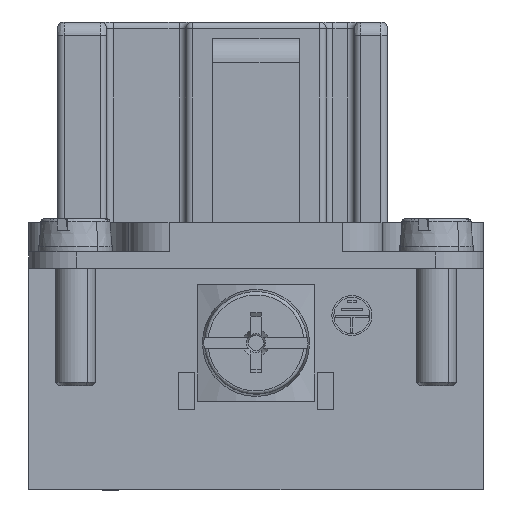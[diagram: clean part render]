
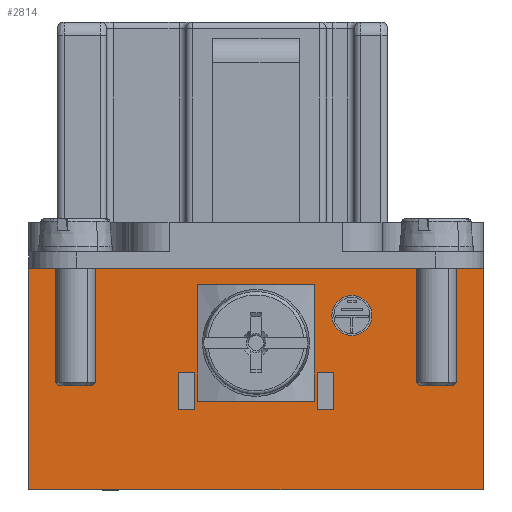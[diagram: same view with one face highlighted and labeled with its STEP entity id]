
A CAD part, front view. The second image highlights one B-rep face of the part: STEP entity #2814.
In plain terms, the highlighted planar face has unit normal (0, -1, 0).
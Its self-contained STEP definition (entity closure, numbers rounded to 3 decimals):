
#2814=ADVANCED_FACE('',(#8288,#8289,#8290,#8291,#8292),#3835,.F.);
#3835=PLANE('',#20209);
#4555=CIRCLE('',#20207,2.);
#4556=CIRCLE('',#20208,1.5);
#4870=LINE('',#25659,#6517);
#5063=LINE('',#26648,#6710);
#5064=LINE('',#26650,#6711);
#5065=LINE('',#26652,#6712);
#5066=LINE('',#26655,#6713);
#5067=LINE('',#26658,#6714);
#5068=LINE('',#26660,#6715);
#5069=LINE('',#26662,#6716);
#5070=LINE('',#26663,#6717);
#5071=LINE('',#26666,#6718);
#5072=LINE('',#26668,#6719);
#5073=LINE('',#26670,#6720);
#6517=VECTOR('',#21428,1.);
#6710=VECTOR('',#21647,1.);
#6711=VECTOR('',#21648,1.);
#6712=VECTOR('',#21649,1.);
#6713=VECTOR('',#21652,1.);
#6714=VECTOR('',#21653,1.);
#6715=VECTOR('',#21654,1.);
#6716=VECTOR('',#21655,1.);
#6717=VECTOR('',#21656,1.);
#6718=VECTOR('',#21657,1.);
#6719=VECTOR('',#21658,1.);
#6720=VECTOR('',#21659,1.);
#8288=FACE_BOUND('',#8442,.T.);
#8289=FACE_BOUND('',#8443,.T.);
#8290=FACE_BOUND('',#8444,.T.);
#8291=FACE_BOUND('',#8445,.T.);
#8292=FACE_BOUND('',#8446,.T.);
#8442=EDGE_LOOP('',(#9786,#9787,#9788,#9789));
#8443=EDGE_LOOP('',(#9790));
#8444=EDGE_LOOP('',(#9791,#9792,#9793,#9794));
#8445=EDGE_LOOP('',(#9795,#9796,#9797,#9798));
#8446=EDGE_LOOP('',(#9799));
#9786=ORIENTED_EDGE('',*,*,#16732,.F.);
#9787=ORIENTED_EDGE('',*,*,#16975,.F.);
#9788=ORIENTED_EDGE('',*,*,#16976,.T.);
#9789=ORIENTED_EDGE('',*,*,#16977,.F.);
#9790=ORIENTED_EDGE('',*,*,#16978,.T.);
#9791=ORIENTED_EDGE('',*,*,#16979,.T.);
#9792=ORIENTED_EDGE('',*,*,#16980,.T.);
#9793=ORIENTED_EDGE('',*,*,#16981,.T.);
#9794=ORIENTED_EDGE('',*,*,#16982,.T.);
#9795=ORIENTED_EDGE('',*,*,#16983,.T.);
#9796=ORIENTED_EDGE('',*,*,#16984,.F.);
#9797=ORIENTED_EDGE('',*,*,#16985,.T.);
#9798=ORIENTED_EDGE('',*,*,#16986,.F.);
#9799=ORIENTED_EDGE('',*,*,#16987,.F.);
#14948=VERTEX_POINT('',#25658);
#14949=VERTEX_POINT('',#25660);
#15190=VERTEX_POINT('',#26649);
#15191=VERTEX_POINT('',#26651);
#15192=VERTEX_POINT('',#26654);
#15193=VERTEX_POINT('',#26656);
#15194=VERTEX_POINT('',#26657);
#15195=VERTEX_POINT('',#26659);
#15196=VERTEX_POINT('',#26661);
#15197=VERTEX_POINT('',#26664);
#15198=VERTEX_POINT('',#26665);
#15199=VERTEX_POINT('',#26667);
#15200=VERTEX_POINT('',#26669);
#15201=VERTEX_POINT('',#26672);
#16732=EDGE_CURVE('',#14948,#14949,#4870,.T.);
#16975=EDGE_CURVE('',#15190,#14948,#5063,.T.);
#16976=EDGE_CURVE('',#15190,#15191,#5064,.T.);
#16977=EDGE_CURVE('',#14949,#15191,#5065,.T.);
#16978=EDGE_CURVE('',#15192,#15192,#4555,.T.);
#16979=EDGE_CURVE('',#15193,#15194,#5066,.T.);
#16980=EDGE_CURVE('',#15194,#15195,#5067,.T.);
#16981=EDGE_CURVE('',#15195,#15196,#5068,.T.);
#16982=EDGE_CURVE('',#15196,#15193,#5069,.T.);
#16983=EDGE_CURVE('',#15197,#15198,#5070,.T.);
#16984=EDGE_CURVE('',#15199,#15198,#5071,.T.);
#16985=EDGE_CURVE('',#15199,#15200,#5072,.T.);
#16986=EDGE_CURVE('',#15197,#15200,#5073,.T.);
#16987=EDGE_CURVE('',#15201,#15201,#4556,.T.);
#20207=AXIS2_PLACEMENT_3D('',#26653,#21650,#21651);
#20208=AXIS2_PLACEMENT_3D('',#26671,#21660,#21661);
#20209=AXIS2_PLACEMENT_3D('',#26673,#21662,#21663);
#21428=DIRECTION('',(0.,0.,-1.));
#21647=DIRECTION('',(1.,0.,0.));
#21648=DIRECTION('',(0.,0.,-1.));
#21649=DIRECTION('',(-1.,0.,0.));
#21650=DIRECTION('',(0.,1.,0.));
#21651=DIRECTION('',(-1.,0.,0.));
#21652=DIRECTION('',(-1.,0.,0.));
#21653=DIRECTION('',(0.,0.,1.));
#21654=DIRECTION('',(1.,0.,0.));
#21655=DIRECTION('',(0.,0.,-1.));
#21656=DIRECTION('',(0.,0.,-1.));
#21657=DIRECTION('',(1.,0.,0.));
#21658=DIRECTION('',(0.,0.,1.));
#21659=DIRECTION('',(-1.,0.,0.));
#21660=DIRECTION('',(0.,-1.,0.));
#21661=DIRECTION('',(-1.,0.,0.));
#21662=DIRECTION('',(0.,1.,0.));
#21663=DIRECTION('',(1.,0.,0.));
#25658=CARTESIAN_POINT('',(17.,-46.5,16.6));
#25659=CARTESIAN_POINT('',(17.,-46.5,17.8));
#25660=CARTESIAN_POINT('',(17.,-46.5,0.));
#26648=CARTESIAN_POINT('',(-16.,-46.5,16.6));
#26649=CARTESIAN_POINT('',(-17.,-46.5,16.6));
#26650=CARTESIAN_POINT('',(-17.,-46.5,-0.2));
#26651=CARTESIAN_POINT('',(-17.,-46.5,0.));
#26652=CARTESIAN_POINT('',(3.5,-46.5,0.));
#26653=CARTESIAN_POINT('',(0.,-46.5,11.));
#26654=CARTESIAN_POINT('',(-2.,-46.5,11.));
#26655=CARTESIAN_POINT('',(-16.,-46.5,6.));
#26656=CARTESIAN_POINT('',(5.8,-46.5,6.));
#26657=CARTESIAN_POINT('',(4.6,-46.5,6.));
#26658=CARTESIAN_POINT('',(4.6,-46.5,5.97));
#26659=CARTESIAN_POINT('',(4.6,-46.5,8.8));
#26660=CARTESIAN_POINT('',(-16.,-46.5,8.8));
#26661=CARTESIAN_POINT('',(5.8,-46.5,8.8));
#26662=CARTESIAN_POINT('',(5.8,-46.5,5.97));
#26663=CARTESIAN_POINT('',(-4.6,-46.5,5.97));
#26664=CARTESIAN_POINT('',(-4.6,-46.5,8.8));
#26665=CARTESIAN_POINT('',(-4.6,-46.5,6.));
#26666=CARTESIAN_POINT('',(-16.,-46.5,6.));
#26667=CARTESIAN_POINT('',(-5.8,-46.5,6.));
#26668=CARTESIAN_POINT('',(-5.8,-46.5,5.97));
#26669=CARTESIAN_POINT('',(-5.8,-46.5,8.8));
#26670=CARTESIAN_POINT('',(-16.,-46.5,8.8));
#26671=CARTESIAN_POINT('',(7.175,-46.5,13.05));
#26672=CARTESIAN_POINT('',(5.675,-46.5,13.05));
#26673=CARTESIAN_POINT('',(-16.,-46.5,17.8));
